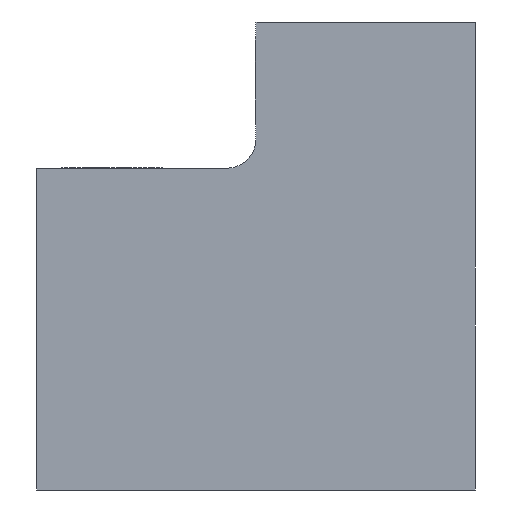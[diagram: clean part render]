
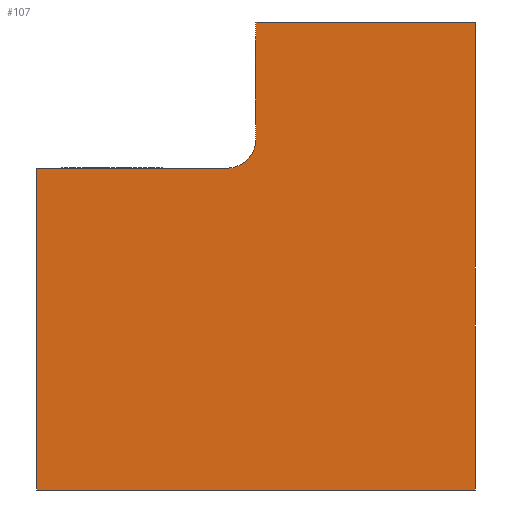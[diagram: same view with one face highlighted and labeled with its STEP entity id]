
A CAD part, left-side view. The second image highlights one B-rep face of the part: STEP entity #107.
In plain terms, the highlighted planar face has unit normal (-1, 0, 0).
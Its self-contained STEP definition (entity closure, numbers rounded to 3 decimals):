
#107 = ADVANCED_FACE( '', ( #205 ), #206, .F. );
#205 = FACE_OUTER_BOUND( '', #303, .T. );
#206 = PLANE( '', #304 );
#303 = EDGE_LOOP( '', ( #492, #493, #494, #495, #496, #497, #498 ) );
#304 = AXIS2_PLACEMENT_3D( '', #499, #500, #501 );
#492 = ORIENTED_EDGE( '', *, *, #506, .F. );
#493 = ORIENTED_EDGE( '', *, *, #510, .T. );
#494 = ORIENTED_EDGE( '', *, *, #522, .F. );
#495 = ORIENTED_EDGE( '', *, *, #528, .F. );
#496 = ORIENTED_EDGE( '', *, *, #530, .F. );
#497 = ORIENTED_EDGE( '', *, *, #536, .F. );
#498 = ORIENTED_EDGE( '', *, *, #538, .F. );
#499 = CARTESIAN_POINT( '', ( 0., 17., 24. ) );
#500 = DIRECTION( '', ( 1., 0., 0. ) );
#501 = DIRECTION( '', ( 0., 0., -1. ) );
#506 = EDGE_CURVE( '', #559, #560, #561, .T. );
#510 = EDGE_CURVE( '', #559, #567, #568, .T. );
#522 = EDGE_CURVE( '', #589, #567, #590, .T. );
#528 = EDGE_CURVE( '', #600, #589, #601, .T. );
#530 = EDGE_CURVE( '', #603, #600, #604, .T. );
#536 = EDGE_CURVE( '', #614, #603, #615, .T. );
#538 = EDGE_CURVE( '', #560, #614, #617, .T. );
#559 = VERTEX_POINT( '', #650 );
#560 = VERTEX_POINT( '', #651 );
#561 = LINE( '', #652, #653 );
#567 = VERTEX_POINT( '', #662 );
#568 = CIRCLE( '', #663, 2. );
#589 = VERTEX_POINT( '', #690 );
#590 = LINE( '', #691, #692 );
#600 = VERTEX_POINT( '', #703 );
#601 = LINE( '', #704, #705 );
#603 = VERTEX_POINT( '', #708 );
#604 = LINE( '', #709, #710 );
#614 = VERTEX_POINT( '', #721 );
#615 = LINE( '', #722, #723 );
#617 = LINE( '', #726, #727 );
#650 = CARTESIAN_POINT( '', ( 0., 15., 24. ) );
#651 = CARTESIAN_POINT( '', ( 0., 15., 32. ) );
#652 = CARTESIAN_POINT( '', ( 0., 15., 24. ) );
#653 = VECTOR( '', #764, 1000. );
#662 = CARTESIAN_POINT( '', ( 0., 17., 22. ) );
#663 = AXIS2_PLACEMENT_3D( '', #768, #769, #770 );
#690 = CARTESIAN_POINT( '', ( 0., 30., 22. ) );
#691 = CARTESIAN_POINT( '', ( 0., 30., 22. ) );
#692 = VECTOR( '', #792, 1000. );
#703 = CARTESIAN_POINT( '', ( 0., 30., 0. ) );
#704 = CARTESIAN_POINT( '', ( 0., 30., 0. ) );
#705 = VECTOR( '', #806, 1000. );
#708 = CARTESIAN_POINT( '', ( 0., 0., 0. ) );
#709 = CARTESIAN_POINT( '', ( 0., 0., 0. ) );
#710 = VECTOR( '', #808, 1000. );
#721 = CARTESIAN_POINT( '', ( 0., 0., 32. ) );
#722 = CARTESIAN_POINT( '', ( 0., 0., 32. ) );
#723 = VECTOR( '', #822, 1000. );
#726 = CARTESIAN_POINT( '', ( 0., 15., 32. ) );
#727 = VECTOR( '', #824, 1000. );
#764 = DIRECTION( '', ( 0., 0., 1. ) );
#768 = CARTESIAN_POINT( '', ( 0., 17., 24. ) );
#769 = DIRECTION( '', ( 1., 0., 0. ) );
#770 = DIRECTION( '', ( 0., 0., -1. ) );
#792 = DIRECTION( '', ( 0., -1., 0. ) );
#806 = DIRECTION( '', ( 0., 0., 1. ) );
#808 = DIRECTION( '', ( 0., 1., 0. ) );
#822 = DIRECTION( '', ( 0., 0., -1. ) );
#824 = DIRECTION( '', ( 0., -1., 0. ) );
